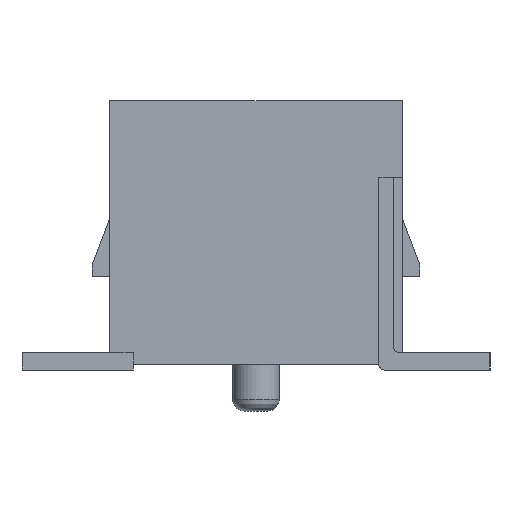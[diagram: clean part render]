
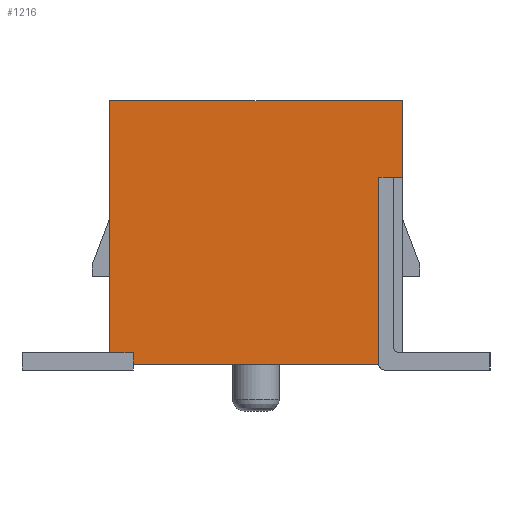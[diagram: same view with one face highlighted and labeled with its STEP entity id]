
A CAD part, left-side view. The second image highlights one B-rep face of the part: STEP entity #1216.
In plain terms, the highlighted face is planar.
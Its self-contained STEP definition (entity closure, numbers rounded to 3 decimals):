
#66=FACE_OUTER_BOUND('',#130,.T.);
#130=EDGE_LOOP('',(#778,#779,#780,#781,#782,#783,#784,#785,#786));
#199=LINE('',#1732,#342);
#200=LINE('',#1734,#343);
#201=LINE('',#1736,#344);
#202=LINE('',#1738,#345);
#203=LINE('',#1740,#346);
#204=LINE('',#1742,#347);
#205=LINE('',#1744,#348);
#206=LINE('',#1746,#349);
#207=LINE('',#1747,#350);
#342=VECTOR('',#1396,10.);
#343=VECTOR('',#1397,10.);
#344=VECTOR('',#1398,1000.);
#345=VECTOR('',#1399,10.);
#346=VECTOR('',#1400,10.);
#347=VECTOR('',#1401,1000.);
#348=VECTOR('',#1402,1000.);
#349=VECTOR('',#1403,1000.);
#350=VECTOR('',#1404,1000.);
#485=VERTEX_POINT('',#1730);
#486=VERTEX_POINT('',#1731);
#487=VERTEX_POINT('',#1733);
#488=VERTEX_POINT('',#1735);
#489=VERTEX_POINT('',#1737);
#490=VERTEX_POINT('',#1739);
#491=VERTEX_POINT('',#1741);
#492=VERTEX_POINT('',#1743);
#493=VERTEX_POINT('',#1745);
#603=EDGE_CURVE('',#485,#486,#199,.T.);
#604=EDGE_CURVE('',#486,#487,#200,.T.);
#605=EDGE_CURVE('',#487,#488,#201,.T.);
#606=EDGE_CURVE('',#489,#488,#202,.T.);
#607=EDGE_CURVE('',#490,#489,#203,.T.);
#608=EDGE_CURVE('',#490,#491,#204,.T.);
#609=EDGE_CURVE('',#491,#492,#205,.T.);
#610=EDGE_CURVE('',#492,#493,#206,.T.);
#611=EDGE_CURVE('',#493,#485,#207,.T.);
#778=ORIENTED_EDGE('',*,*,#603,.T.);
#779=ORIENTED_EDGE('',*,*,#604,.T.);
#780=ORIENTED_EDGE('',*,*,#605,.T.);
#781=ORIENTED_EDGE('',*,*,#606,.F.);
#782=ORIENTED_EDGE('',*,*,#607,.F.);
#783=ORIENTED_EDGE('',*,*,#608,.T.);
#784=ORIENTED_EDGE('',*,*,#609,.T.);
#785=ORIENTED_EDGE('',*,*,#610,.T.);
#786=ORIENTED_EDGE('',*,*,#611,.T.);
#1128=PLANE('',#1295);
#1216=ADVANCED_FACE('',(#66),#1128,.F.);
#1295=AXIS2_PLACEMENT_3D('',#1729,#1394,#1395);
#1394=DIRECTION('center_axis',(0.,0.,-1.));
#1395=DIRECTION('ref_axis',(-1.,0.,0.));
#1396=DIRECTION('',(1.,0.,0.));
#1397=DIRECTION('',(0.,-1.,0.));
#1398=DIRECTION('',(1.,0.,0.));
#1399=DIRECTION('',(0.,-1.,0.));
#1400=DIRECTION('',(-1.,0.,0.));
#1401=DIRECTION('',(1.,0.,0.));
#1402=DIRECTION('',(0.,1.,0.));
#1403=DIRECTION('',(-1.,0.,0.));
#1404=DIRECTION('',(0.,-1.,0.));
#1729=CARTESIAN_POINT('Origin',(-2.5,2.,12.));
#1730=CARTESIAN_POINT('',(-2.5,-2.3,12.));
#1731=CARTESIAN_POINT('',(-2.1,-2.3,12.));
#1732=CARTESIAN_POINT('',(-2.3,-2.3,12.));
#1733=CARTESIAN_POINT('',(-2.1,-2.5,12.));
#1734=CARTESIAN_POINT('',(-2.1,-0.3,12.));
#1735=CARTESIAN_POINT('',(2.1,-2.5,12.));
#1736=CARTESIAN_POINT('',(-2.5,-2.5,12.));
#1737=CARTESIAN_POINT('',(2.1,0.7,12.));
#1738=CARTESIAN_POINT('',(2.1,-0.25,12.));
#1739=CARTESIAN_POINT('',(2.35,0.7,12.));
#1740=CARTESIAN_POINT('',(-0.2,0.7,12.));
#1741=CARTESIAN_POINT('',(2.5,0.7,12.));
#1742=CARTESIAN_POINT('',(2.2,0.7,12.));
#1743=CARTESIAN_POINT('',(2.5,2.,12.));
#1744=CARTESIAN_POINT('',(2.5,2.,12.));
#1745=CARTESIAN_POINT('',(-2.5,2.,12.));
#1746=CARTESIAN_POINT('',(-2.5,2.,12.));
#1747=CARTESIAN_POINT('',(-2.5,2.,12.));
